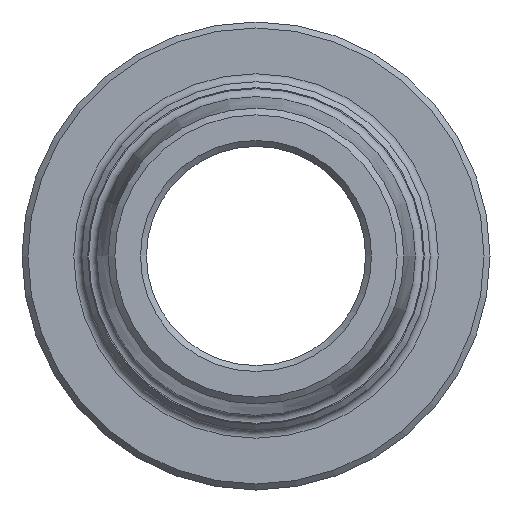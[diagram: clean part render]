
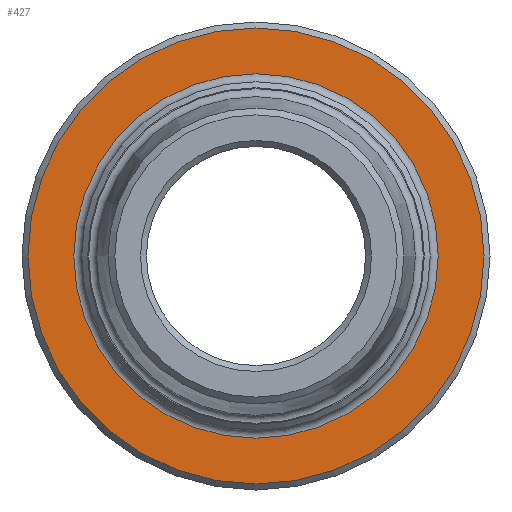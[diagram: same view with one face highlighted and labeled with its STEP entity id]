
A CAD part, left-side view. The second image highlights one B-rep face of the part: STEP entity #427.
In plain terms, the highlighted planar face has unit normal (-1, 0, 0).
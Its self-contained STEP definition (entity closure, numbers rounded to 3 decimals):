
#27=FACE_BOUND('',#83,.T.);
#35=PLANE('',#495);
#51=FACE_OUTER_BOUND('',#82,.T.);
#82=EDGE_LOOP('',(#330));
#83=EDGE_LOOP('',(#331));
#153=CIRCLE('',#491,11.45);
#156=CIRCLE('',#496,9.15);
#199=VERTEX_POINT('',#756);
#202=VERTEX_POINT('',#766);
#246=EDGE_CURVE('',#199,#199,#153,.T.);
#250=EDGE_CURVE('',#202,#202,#156,.T.);
#330=ORIENTED_EDGE('',*,*,#246,.F.);
#331=ORIENTED_EDGE('',*,*,#250,.F.);
#427=ADVANCED_FACE('',(#51,#27),#35,.T.);
#491=AXIS2_PLACEMENT_3D('',#758,#600,#601);
#495=AXIS2_PLACEMENT_3D('',#765,#609,#610);
#496=AXIS2_PLACEMENT_3D('',#767,#611,#612);
#600=DIRECTION('center_axis',(1.,0.,0.));
#601=DIRECTION('ref_axis',(0.,-1.,0.));
#609=DIRECTION('center_axis',(-1.,0.,0.));
#610=DIRECTION('ref_axis',(0.,0.,1.));
#611=DIRECTION('center_axis',(-1.,0.,0.));
#612=DIRECTION('ref_axis',(0.,-1.,0.));
#756=CARTESIAN_POINT('',(-3.,11.45,0.));
#758=CARTESIAN_POINT('Origin',(-3.,0.,0.));
#765=CARTESIAN_POINT('Origin',(-3.,11.75,0.));
#766=CARTESIAN_POINT('',(-3.,0.,9.15));
#767=CARTESIAN_POINT('Origin',(-3.,0.,0.));
